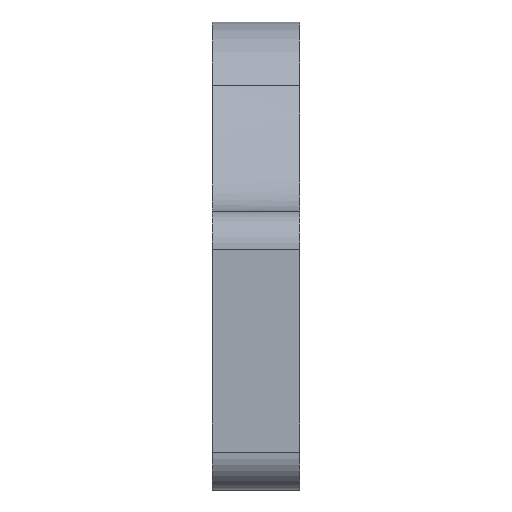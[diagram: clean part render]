
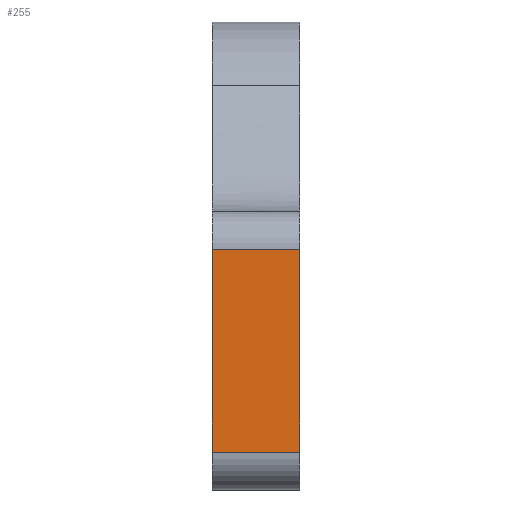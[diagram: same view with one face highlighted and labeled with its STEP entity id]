
A CAD part, left-side view. The second image highlights one B-rep face of the part: STEP entity #255.
In plain terms, the highlighted planar face has unit normal (-1, 0, 0).
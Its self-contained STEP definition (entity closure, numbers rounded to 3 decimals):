
#8 = VECTOR ( 'NONE', #229, 1000. ) ;
#18 = CARTESIAN_POINT ( 'NONE',  ( -60., 4., -8. ) ) ;
#23 = VERTEX_POINT ( 'NONE', #18 ) ;
#54 = EDGE_CURVE ( 'NONE', #620, #545, #770, .T. ) ;
#59 = CARTESIAN_POINT ( 'NONE',  ( -60., -2.9, -8. ) ) ;
#82 = DIRECTION ( 'NONE',  ( 0., -1., 0. ) ) ;
#107 = ORIENTED_EDGE ( 'NONE', *, *, #54, .T. ) ;
#124 = VECTOR ( 'NONE', #317, 1000. ) ;
#163 = CARTESIAN_POINT ( 'NONE',  ( -60., -2.9, -24. ) ) ;
#180 = PLANE ( 'NONE',  #782 ) ;
#227 = EDGE_LOOP ( 'NONE', ( #311, #910, #330, #107 ) ) ;
#229 = DIRECTION ( 'NONE',  ( 0., 1., 0. ) ) ;
#255 = ADVANCED_FACE ( 'NONE', ( #751 ), #180, .T. ) ;
#311 = ORIENTED_EDGE ( 'NONE', *, *, #947, .F. ) ;
#317 = DIRECTION ( 'NONE',  ( 0., 0., 1. ) ) ;
#330 = ORIENTED_EDGE ( 'NONE', *, *, #1047, .F. ) ;
#519 = CARTESIAN_POINT ( 'NONE',  ( -60., -52.305, 0. ) ) ;
#545 = VERTEX_POINT ( 'NONE', #163 ) ;
#573 = DIRECTION ( 'NONE',  ( 0., 0., -1. ) ) ;
#582 = CARTESIAN_POINT ( 'NONE',  ( -60., -2.9, 0. ) ) ;
#620 = VERTEX_POINT ( 'NONE', #663 ) ;
#625 = CARTESIAN_POINT ( 'NONE',  ( -60., 4., -8. ) ) ;
#629 = VECTOR ( 'NONE', #573, 1000. ) ;
#663 = CARTESIAN_POINT ( 'NONE',  ( -60., 4., -24. ) ) ;
#666 = DIRECTION ( 'NONE',  ( 0., 0., 1. ) ) ;
#703 = VECTOR ( 'NONE', #82, 1000. ) ;
#733 = LINE ( 'NONE', #625, #8 ) ;
#737 = LINE ( 'NONE', #1067, #124 ) ;
#751 = FACE_OUTER_BOUND ( 'NONE', #227, .T. ) ;
#770 = LINE ( 'NONE', #1023, #703 ) ;
#782 = AXIS2_PLACEMENT_3D ( 'NONE', #519, #898, #666 ) ;
#880 = EDGE_CURVE ( 'NONE', #1046, #23, #733, .T. ) ;
#898 = DIRECTION ( 'NONE',  ( -1., 0., 0. ) ) ;
#910 = ORIENTED_EDGE ( 'NONE', *, *, #880, .T. ) ;
#947 = EDGE_CURVE ( 'NONE', #1046, #545, #1076, .T. ) ;
#1023 = CARTESIAN_POINT ( 'NONE',  ( -60., -2.9, -24. ) ) ;
#1046 = VERTEX_POINT ( 'NONE', #59 ) ;
#1047 = EDGE_CURVE ( 'NONE', #620, #23, #737, .T. ) ;
#1067 = CARTESIAN_POINT ( 'NONE',  ( -60., 4., 0. ) ) ;
#1076 = LINE ( 'NONE', #582, #629 ) ;
